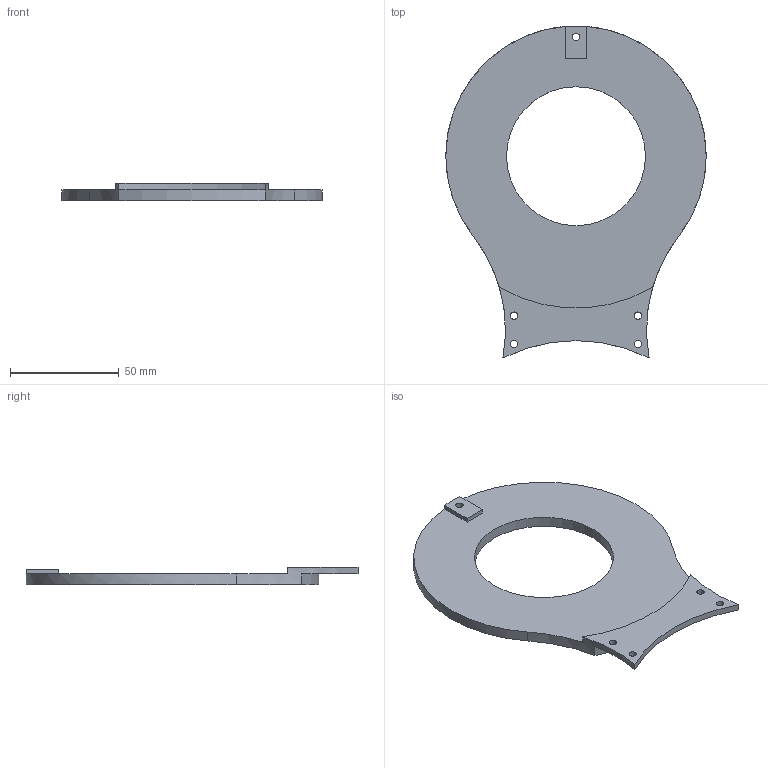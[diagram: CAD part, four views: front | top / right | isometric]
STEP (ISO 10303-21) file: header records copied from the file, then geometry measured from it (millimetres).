
FILE_DESCRIPTION(('FreeCAD Model'),'2;1');
FILE_NAME('Art2BodyBCoverSmall2.step','2017-08-17T10:23:05',('Author'),(''), 'Open CASCADE STEP processor 6.8','FreeCAD','Unknown');
FILE_SCHEMA(('AUTOMOTIVE_DESIGN_CC2 { 1 2 10303 214 -1 1 5 4 }'));
Length unit declared in the file: millimetre
Products named in the file (2): ASSEMBLY; Art2BodyCoverBSmall2
Assembly tree (1 placements, depth 2):
  ASSEMBLY
    Art2BodyCoverBSmall2
Bounding box: 120 x 152.99 x 8 mm (x, y, z)
Volume: 50506.3 mm3; surface area: 24421.2 mm2
Topology: 1 solids, 1 shells, 22 faces, 57 edges, 38 vertices
Faces by surface type: cylinder 13, plane 9
Full cylindrical faces by diameter (mm): 3.4 x5, 5.9 x1, 64 x1
Entity records: 2107 total; most frequent: CARTESIAN_POINT 979, DIRECTION 197, ORIENTED_EDGE 114, PCURVE 114, DEFINITIONAL_REPRESENTATION 114, LINE 81, VECTOR 81, EDGE_CURVE 57
